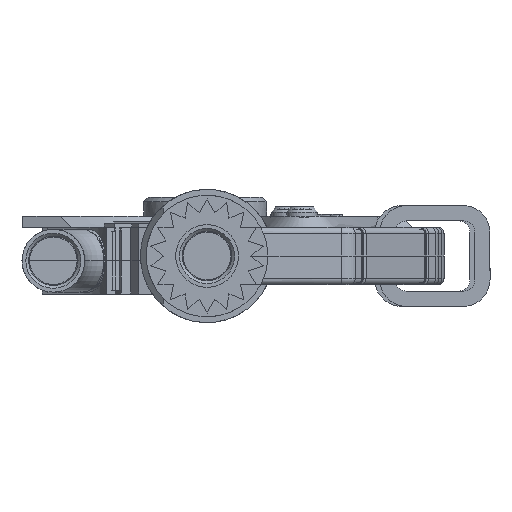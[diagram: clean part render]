
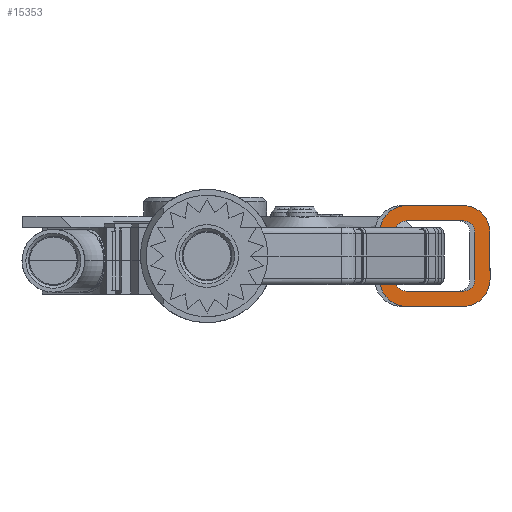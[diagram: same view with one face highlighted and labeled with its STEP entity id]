
A CAD part, left-side view. The second image highlights one B-rep face of the part: STEP entity #15353.
In plain terms, the highlighted face is planar.
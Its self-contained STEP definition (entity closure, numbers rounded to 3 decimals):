
#1533=PLANE('',#16429);
#2275=FACE_OUTER_BOUND('',#3218,.T.);
#3218=EDGE_LOOP('',(#13120,#13121,#13122,#13123,#13124,#13125,#13126,#13127,
#13128,#13129,#13130,#13131,#13132,#13133,#13134,#13135,#13136,#13137,#13138,
#13139,#13140,#13141));
#4308=LINE('',#35648,#5527);
#4312=LINE('',#35656,#5531);
#4317=LINE('',#35666,#5536);
#4320=LINE('',#35672,#5539);
#4324=LINE('',#35686,#5543);
#4328=LINE('',#35698,#5547);
#4332=LINE('',#35710,#5551);
#4336=LINE('',#35720,#5555);
#4338=LINE('',#35725,#5557);
#4342=LINE('',#35737,#5561);
#4346=LINE('',#35749,#5565);
#4350=LINE('',#35761,#5569);
#4354=LINE('',#35771,#5573);
#4356=LINE('',#35774,#5575);
#5527=VECTOR('',#18892,10.);
#5531=VECTOR('',#18898,10.);
#5536=VECTOR('',#18905,10.);
#5539=VECTOR('',#18910,10.);
#5543=VECTOR('',#18922,10.);
#5547=VECTOR('',#18934,10.);
#5551=VECTOR('',#18946,10.);
#5555=VECTOR('',#18958,10.);
#5557=VECTOR('',#18962,10.);
#5561=VECTOR('',#18974,10.);
#5565=VECTOR('',#18986,10.);
#5569=VECTOR('',#18998,10.);
#5573=VECTOR('',#19010,10.);
#5575=VECTOR('',#19014,10.);
#6156=CIRCLE('',#16397,6.);
#6158=CIRCLE('',#16401,6.);
#6160=CIRCLE('',#16405,6.);
#6162=CIRCLE('',#16409,6.);
#6164=CIRCLE('',#16414,14.);
#6166=CIRCLE('',#16418,14.);
#6168=CIRCLE('',#16422,14.);
#6170=CIRCLE('',#16426,14.);
#7387=VERTEX_POINT('',#35645);
#7388=VERTEX_POINT('',#35647);
#7391=VERTEX_POINT('',#35655);
#7393=VERTEX_POINT('',#35660);
#7395=VERTEX_POINT('',#35664);
#7397=VERTEX_POINT('',#35670);
#7400=VERTEX_POINT('',#35677);
#7401=VERTEX_POINT('',#35679);
#7403=VERTEX_POINT('',#35685);
#7405=VERTEX_POINT('',#35691);
#7407=VERTEX_POINT('',#35697);
#7409=VERTEX_POINT('',#35703);
#7411=VERTEX_POINT('',#35709);
#7413=VERTEX_POINT('',#35715);
#7415=VERTEX_POINT('',#35724);
#7417=VERTEX_POINT('',#35730);
#7419=VERTEX_POINT('',#35736);
#7421=VERTEX_POINT('',#35742);
#7423=VERTEX_POINT('',#35748);
#7425=VERTEX_POINT('',#35754);
#7427=VERTEX_POINT('',#35760);
#7429=VERTEX_POINT('',#35766);
#9333=EDGE_CURVE('',#7387,#7388,#4308,.T.);
#9337=EDGE_CURVE('',#7388,#7391,#4312,.T.);
#9342=EDGE_CURVE('',#7393,#7395,#4317,.T.);
#9345=EDGE_CURVE('',#7397,#7395,#4320,.T.);
#9348=EDGE_CURVE('',#7401,#7400,#6156,.T.);
#9351=EDGE_CURVE('',#7403,#7401,#4324,.T.);
#9354=EDGE_CURVE('',#7405,#7403,#6158,.T.);
#9357=EDGE_CURVE('',#7407,#7405,#4328,.T.);
#9360=EDGE_CURVE('',#7409,#7407,#6160,.T.);
#9363=EDGE_CURVE('',#7411,#7409,#4332,.T.);
#9366=EDGE_CURVE('',#7413,#7411,#6162,.T.);
#9369=EDGE_CURVE('',#7413,#7397,#4336,.T.);
#9371=EDGE_CURVE('',#7415,#7393,#4338,.T.);
#9374=EDGE_CURVE('',#7417,#7415,#6164,.T.);
#9377=EDGE_CURVE('',#7419,#7417,#4342,.T.);
#9380=EDGE_CURVE('',#7421,#7419,#6166,.T.);
#9383=EDGE_CURVE('',#7423,#7421,#4346,.T.);
#9386=EDGE_CURVE('',#7425,#7423,#6168,.T.);
#9389=EDGE_CURVE('',#7427,#7425,#4350,.T.);
#9392=EDGE_CURVE('',#7429,#7427,#6170,.T.);
#9395=EDGE_CURVE('',#7387,#7429,#4354,.T.);
#9397=EDGE_CURVE('',#7400,#7391,#4356,.T.);
#13120=ORIENTED_EDGE('',*,*,#9397,.T.);
#13121=ORIENTED_EDGE('',*,*,#9337,.F.);
#13122=ORIENTED_EDGE('',*,*,#9333,.F.);
#13123=ORIENTED_EDGE('',*,*,#9395,.T.);
#13124=ORIENTED_EDGE('',*,*,#9392,.T.);
#13125=ORIENTED_EDGE('',*,*,#9389,.T.);
#13126=ORIENTED_EDGE('',*,*,#9386,.T.);
#13127=ORIENTED_EDGE('',*,*,#9383,.T.);
#13128=ORIENTED_EDGE('',*,*,#9380,.T.);
#13129=ORIENTED_EDGE('',*,*,#9377,.T.);
#13130=ORIENTED_EDGE('',*,*,#9374,.T.);
#13131=ORIENTED_EDGE('',*,*,#9371,.T.);
#13132=ORIENTED_EDGE('',*,*,#9342,.T.);
#13133=ORIENTED_EDGE('',*,*,#9345,.F.);
#13134=ORIENTED_EDGE('',*,*,#9369,.F.);
#13135=ORIENTED_EDGE('',*,*,#9366,.T.);
#13136=ORIENTED_EDGE('',*,*,#9363,.T.);
#13137=ORIENTED_EDGE('',*,*,#9360,.T.);
#13138=ORIENTED_EDGE('',*,*,#9357,.T.);
#13139=ORIENTED_EDGE('',*,*,#9354,.T.);
#13140=ORIENTED_EDGE('',*,*,#9351,.T.);
#13141=ORIENTED_EDGE('',*,*,#9348,.T.);
#15353=ADVANCED_FACE('',(#2275),#1533,.T.);
#16397=AXIS2_PLACEMENT_3D('',#35680,#18916,#18917);
#16401=AXIS2_PLACEMENT_3D('',#35692,#18928,#18929);
#16405=AXIS2_PLACEMENT_3D('',#35704,#18940,#18941);
#16409=AXIS2_PLACEMENT_3D('',#35716,#18952,#18953);
#16414=AXIS2_PLACEMENT_3D('',#35731,#18968,#18969);
#16418=AXIS2_PLACEMENT_3D('',#35743,#18980,#18981);
#16422=AXIS2_PLACEMENT_3D('',#35755,#18992,#18993);
#16426=AXIS2_PLACEMENT_3D('',#35767,#19004,#19005);
#16429=AXIS2_PLACEMENT_3D('',#35775,#19015,#19016);
#18892=DIRECTION('',(0.,1.,0.));
#18898=DIRECTION('',(1.,0.,0.));
#18905=DIRECTION('',(0.,-1.,0.));
#18910=DIRECTION('',(-1.,0.,0.));
#18916=DIRECTION('center_axis',(0.,0.,-1.));
#18917=DIRECTION('ref_axis',(-1.,0.,0.));
#18922=DIRECTION('',(-1.,0.,0.));
#18928=DIRECTION('center_axis',(0.,0.,-1.));
#18929=DIRECTION('ref_axis',(0.,-1.,0.));
#18934=DIRECTION('',(0.,-1.,0.));
#18940=DIRECTION('center_axis',(0.,0.,-1.));
#18941=DIRECTION('ref_axis',(1.,0.,0.));
#18946=DIRECTION('',(1.,0.,0.));
#18952=DIRECTION('center_axis',(0.,0.,-1.));
#18953=DIRECTION('ref_axis',(0.,1.,0.));
#18958=DIRECTION('',(0.,-1.,0.));
#18962=DIRECTION('',(0.,-1.,0.));
#18968=DIRECTION('center_axis',(0.,0.,1.));
#18969=DIRECTION('ref_axis',(0.,1.,0.));
#18974=DIRECTION('',(-1.,0.,0.));
#18980=DIRECTION('center_axis',(0.,0.,1.));
#18981=DIRECTION('ref_axis',(1.,0.,0.));
#18986=DIRECTION('',(0.,1.,0.));
#18992=DIRECTION('center_axis',(0.,0.,1.));
#18993=DIRECTION('ref_axis',(0.,-1.,0.));
#18998=DIRECTION('',(1.,0.,0.));
#19004=DIRECTION('center_axis',(0.,0.,1.));
#19005=DIRECTION('ref_axis',(-1.,0.,0.));
#19010=DIRECTION('',(0.,-1.,0.));
#19014=DIRECTION('',(0.,1.,0.));
#19015=DIRECTION('center_axis',(0.,0.,1.));
#19016=DIRECTION('ref_axis',(1.,0.,0.));
#35645=CARTESIAN_POINT('',(-4.,12.5,8.));
#35647=CARTESIAN_POINT('',(-4.,13.5,8.));
#35648=CARTESIAN_POINT('',(-4.,12.5,8.));
#35655=CARTESIAN_POINT('',(4.,13.5,8.));
#35656=CARTESIAN_POINT('',(4.,13.5,8.));
#35660=CARTESIAN_POINT('',(-4.,32.5,8.));
#35664=CARTESIAN_POINT('',(-4.,31.5,8.));
#35666=CARTESIAN_POINT('',(-4.,32.5,8.));
#35670=CARTESIAN_POINT('',(4.,31.5,8.));
#35672=CARTESIAN_POINT('',(4.,31.5,8.));
#35677=CARTESIAN_POINT('',(4.,10.,8.));
#35679=CARTESIAN_POINT('',(10.,4.,8.));
#35680=CARTESIAN_POINT('Origin',(10.,10.,8.));
#35685=CARTESIAN_POINT('',(40.,4.,8.));
#35686=CARTESIAN_POINT('',(10.,4.,8.));
#35691=CARTESIAN_POINT('',(46.,10.,8.));
#35692=CARTESIAN_POINT('Origin',(40.,10.,8.));
#35697=CARTESIAN_POINT('',(46.,35.,8.));
#35698=CARTESIAN_POINT('',(46.,10.,8.));
#35703=CARTESIAN_POINT('',(40.,41.,8.));
#35704=CARTESIAN_POINT('Origin',(40.,35.,8.));
#35709=CARTESIAN_POINT('',(10.,41.,8.));
#35710=CARTESIAN_POINT('',(40.,41.,8.));
#35715=CARTESIAN_POINT('',(4.,35.,8.));
#35716=CARTESIAN_POINT('Origin',(10.,35.,8.));
#35720=CARTESIAN_POINT('',(4.,32.5,8.));
#35724=CARTESIAN_POINT('',(-4.,35.,8.));
#35725=CARTESIAN_POINT('',(-4.,32.5,8.));
#35730=CARTESIAN_POINT('',(10.,49.,8.));
#35731=CARTESIAN_POINT('Origin',(10.,35.,8.));
#35736=CARTESIAN_POINT('',(40.,49.,8.));
#35737=CARTESIAN_POINT('',(40.,49.,8.));
#35742=CARTESIAN_POINT('',(54.,35.,8.));
#35743=CARTESIAN_POINT('Origin',(40.,35.,8.));
#35748=CARTESIAN_POINT('',(54.,10.,8.));
#35749=CARTESIAN_POINT('',(54.,10.,8.));
#35754=CARTESIAN_POINT('',(40.,-4.,8.));
#35755=CARTESIAN_POINT('Origin',(40.,10.,8.));
#35760=CARTESIAN_POINT('',(10.,-4.,8.));
#35761=CARTESIAN_POINT('',(10.,-4.,8.));
#35766=CARTESIAN_POINT('',(-4.,10.,8.));
#35767=CARTESIAN_POINT('Origin',(10.,10.,8.));
#35771=CARTESIAN_POINT('',(-4.,12.5,8.));
#35774=CARTESIAN_POINT('',(4.,10.,8.));
#35775=CARTESIAN_POINT('Origin',(25.,22.5,8.));
